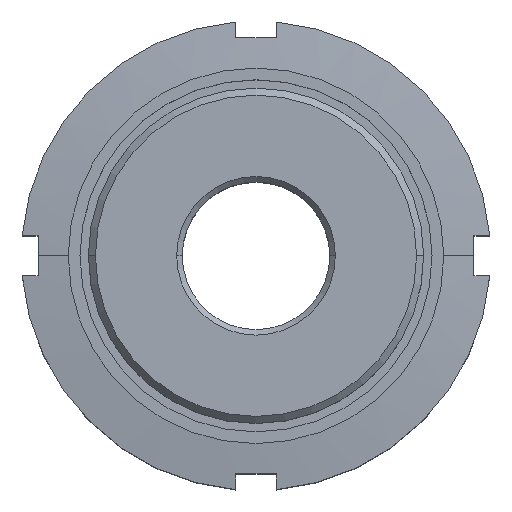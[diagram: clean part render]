
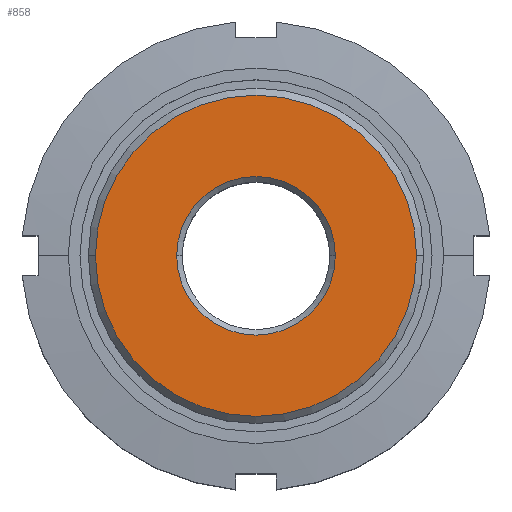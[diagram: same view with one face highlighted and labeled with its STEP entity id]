
A CAD part, top view. The second image highlights one B-rep face of the part: STEP entity #858.
In plain terms, the highlighted planar face has unit normal (0, 0, 1).
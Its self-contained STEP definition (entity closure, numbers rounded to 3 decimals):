
#406=EDGE_CURVE('',#978,#1044,#1169,.T.);
#458=VERTEX_POINT('',#1228);
#480=EDGE_CURVE('',#1094,#458,#1252,.T.);
#536=EDGE_CURVE('',#458,#1094,#1312,.T.);
#578=EDGE_CURVE('',#1044,#978,#1359,.T.);
#858=ADVANCED_FACE('',(#1668,#1669),#1670,.T.);
#978=VERTEX_POINT('',#1801);
#1044=VERTEX_POINT('',#1875);
#1094=VERTEX_POINT('',#1932);
#1169=CIRCLE('',#2007,11.825);
#1228=CARTESIAN_POINT('',(-23.955,0.,33.0));
#1252=CIRCLE('',#2150,23.955);
#1312=CIRCLE('',#2272,23.955);
#1359=CIRCLE('',#2355,11.825);
#1668=FACE_OUTER_BOUND('',#2953,.T.);
#1669=FACE_BOUND('',#2954,.T.);
#1670=PLANE('',#2955);
#1801=CARTESIAN_POINT('',(-11.825,0.,33.0));
#1875=CARTESIAN_POINT('',(11.825,0.,33.0));
#1932=CARTESIAN_POINT('',(23.955,0.,33.0));
#2007=AXIS2_PLACEMENT_3D('',#3577,#3578,#3579);
#2150=AXIS2_PLACEMENT_3D('',#3666,#3667,#3668);
#2272=AXIS2_PLACEMENT_3D('',#3721,#3722,#3723);
#2355=AXIS2_PLACEMENT_3D('',#3769,#3770,#3771);
#2953=EDGE_LOOP('',(#4096,#4097));
#2954=EDGE_LOOP('',(#4098,#4099));
#2955=AXIS2_PLACEMENT_3D('',#4100,#4101,#4102);
#3577=CARTESIAN_POINT('',(0.0,0.,33.0));
#3578=DIRECTION('',(0.0,0.,-1.0));
#3579=DIRECTION('',(1.0,0.0,0.0));
#3666=CARTESIAN_POINT('',(0.0,0.,33.0));
#3667=DIRECTION('',(0.0,0.,-1.0));
#3668=DIRECTION('',(1.0,0.0,0.0));
#3721=CARTESIAN_POINT('',(0.0,0.,33.0));
#3722=DIRECTION('',(0.0,0.,-1.0));
#3723=DIRECTION('',(1.0,0.0,0.0));
#3769=CARTESIAN_POINT('',(0.0,0.,33.0));
#3770=DIRECTION('',(0.0,0.,-1.0));
#3771=DIRECTION('',(1.0,0.0,0.0));
#4096=ORIENTED_EDGE('',*,*,#480,.F.);
#4097=ORIENTED_EDGE('',*,*,#536,.F.);
#4098=ORIENTED_EDGE('',*,*,#578,.T.);
#4099=ORIENTED_EDGE('',*,*,#406,.T.);
#4100=CARTESIAN_POINT('',(17.89,0.,33.0));
#4101=DIRECTION('',(0.0,0.,1.0));
#4102=DIRECTION('',(-1.0,0.0,0.0));
